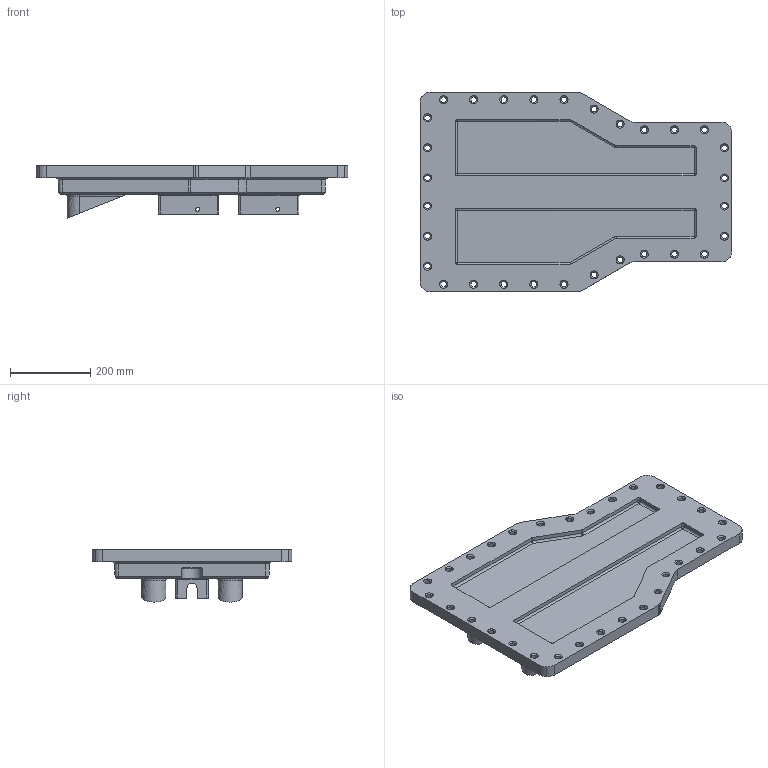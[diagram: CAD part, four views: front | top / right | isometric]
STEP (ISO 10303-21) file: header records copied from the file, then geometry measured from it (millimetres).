
FILE_DESCRIPTION(/* description */ (''),/* implementation_level */ '2;1');
FILE_NAME(/* name */ 'NI9FA1~1',/* time_stamp */ '2014-04-01T10:38:58-04:00',/* author */ (''),/* organization */ (''),/* preprocessor_version */ 'ST-DEVELOPER v15',/* originating_system */ '',/* authorisation */ '');
FILE_SCHEMA (('CONFIG_CONTROL_DESIGN'));
Length unit declared in the file: millimetre
Products named in the file (1): Document
Bounding box: 777.11 x 497.21 x 129.98 mm (x, y, z)
Volume: 17365278.6 mm3; surface area: 1008679 mm2
Topology: 1 solids, 1 shells, 495 faces, 1212 edges, 698 vertices
Faces by surface type: bspline 407, plane 88
Entity records: 20544 total; most frequent: CARTESIAN_POINT 13718, ORIENTED_EDGE 2312, EDGE_CURVE 1156, VERTEX_POINT 698, EDGE_LOOP 598, B_SPLINE_CURVE_WITH_KNOTS 589, ADVANCED_FACE 495, FACE_OUTER_BOUND 495
